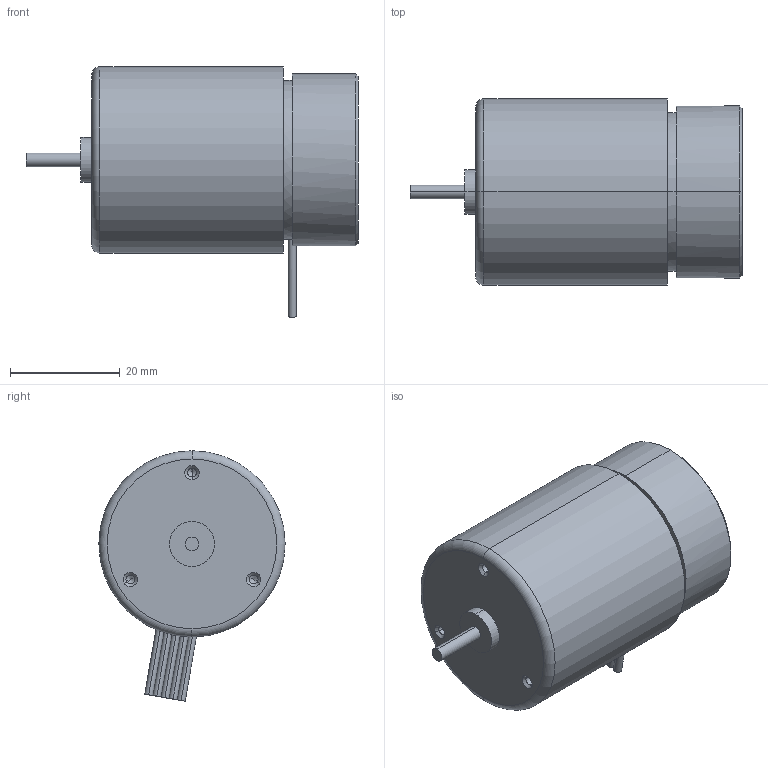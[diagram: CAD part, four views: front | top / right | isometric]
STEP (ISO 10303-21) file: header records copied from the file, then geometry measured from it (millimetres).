
FILE_DESCRIPTION(('starvars output'),'2;1');
FILE_NAME('34bm.stp','15:42:44 2014/09/10',( 'Thomas Industrial Network Germany GmbH'),( 'Thomas Industrial Network Germany GmbH'),'unknown preprocess','ACIS' ,'unknown authorization');
FILE_SCHEMA(('AUTOMOTIVE_DESIGN_CC2 {UNKNOWN IMPLEMENTATION LEVEL}'));
Length unit declared in the file: millimetre
Products named in the file (1): PRODUCT_ID_56
Bounding box: 60.6 x 34 x 45.72 mm (x, y, z)
Volume: 42321.5 mm3; surface area: 7501.5 mm2
Topology: 1 solids, 1 shells, 64 faces, 146 edges, 87 vertices
Faces by surface type: cylinder 34, plane 14, cone 14, torus 2
Entity records: 2180 total; most frequent: CARTESIAN_POINT 412, ORIENTED_EDGE 288, DIRECTION 184, EDGE_CURVE 140, VERTEX_POINT 87, EDGE_LOOP 73, FACE_BOUND 73, AXIS2_PLACEMENT_3D 67
